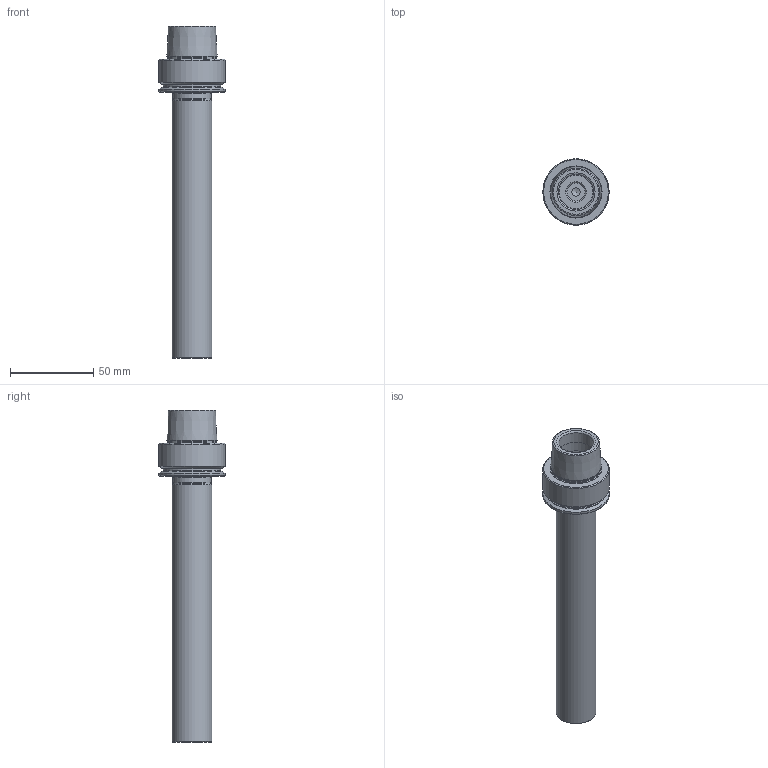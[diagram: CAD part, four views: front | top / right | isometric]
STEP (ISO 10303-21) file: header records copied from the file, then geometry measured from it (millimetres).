
FILE_DESCRIPTION(/* description */ (''),/* implementation_level */ '2;1');
FILE_NAME(/* name */ '755640400.stp',/* time_stamp */ '2021-09-08T12:23:52',/* author */ ('LRA'),/* organization */ ('REGO-FIX'),/* preprocessor_version */ ' Unknown',/* originating_system */ 'SIEMENS PLM Software Solid Edge ST10',/* authorization */ 'Unknown');
FILE_SCHEMA (('AUTOMOTIVE_DESIGN { 1 0 10303 214 2 1 1}'));
Length unit declared in the file: millimetre
Products named in the file (1): NOCUT
Bounding box: 40 x 40 x 200 mm (x, y, z)
Volume: 89760.6 mm3; surface area: 24743.2 mm2
Topology: 1 solids, 1 shells, 49 faces, 103 edges, 62 vertices
Faces by surface type: cone 17, cylinder 13, torus 11, plane 8
Full cylindrical faces by diameter (mm): 5 x1, 10 x1, 10.917 x1, 13 x1, 21 x2, 23.4 x1, 24 x1, 25.5 x1, 29.805 x1, 34.8 x1, 40 x2
Entity records: 1363 total; most frequent: DIRECTION 202, CARTESIAN_POINT 151, AXIS2_PLACEMENT_3D 101, FACE_BOUND 98, ORIENTED_EDGE 96, EDGE_LOOP 96, VERTEX_POINT 50, STYLED_ITEM 49
